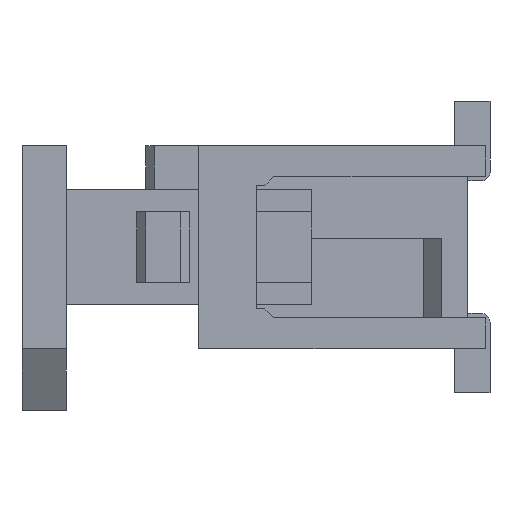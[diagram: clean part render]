
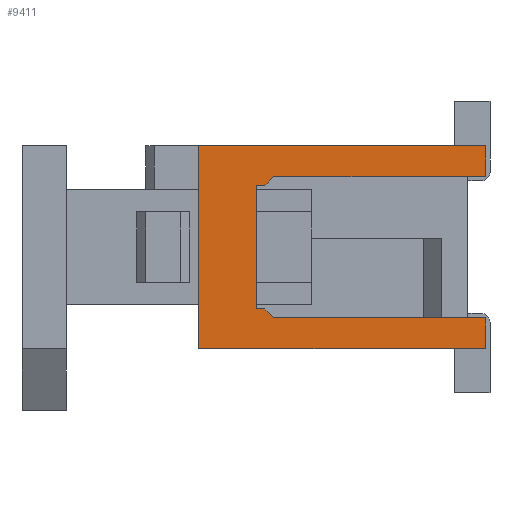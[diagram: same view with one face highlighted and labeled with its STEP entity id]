
A CAD part, left-side view. The second image highlights one B-rep face of the part: STEP entity #9411.
In plain terms, the highlighted planar face has unit normal (-1, 0, 0).
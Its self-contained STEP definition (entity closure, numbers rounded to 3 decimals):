
#1981=DIRECTION('',(0.,0.,-1.));
#1982=VECTOR('',#1981,2.3);
#1983=CARTESIAN_POINT('',(-3.95,3.3,1.15));
#1984=LINE('',#1983,#1982);
#2225=DIRECTION('',(0.,1.,0.));
#2226=VECTOR('',#2225,2.4);
#2227=CARTESIAN_POINT('',(-3.95,0.05,-0.8));
#2228=LINE('',#2227,#2226);
#2298=DIRECTION('',(0.,-1.,0.));
#2299=VECTOR('',#2298,2.4);
#2300=CARTESIAN_POINT('',(-3.95,2.45,0.8));
#2301=LINE('',#2300,#2299);
#2409=DIRECTION('',(0.,0.707,-0.707));
#2410=VECTOR('',#2409,0.141);
#2411=CARTESIAN_POINT('',(-3.95,2.45,0.8));
#2412=LINE('',#2411,#2410);
#2413=DIRECTION('',(0.,1.,0.));
#2414=VECTOR('',#2413,0.1);
#2415=CARTESIAN_POINT('',(-3.95,2.55,0.7));
#2416=LINE('',#2415,#2414);
#2417=DIRECTION('',(0.,0.,-1.));
#2418=VECTOR('',#2417,1.4);
#2419=CARTESIAN_POINT('',(-3.95,2.65,0.7));
#2420=LINE('',#2419,#2418);
#2421=DIRECTION('',(0.,-1.,0.));
#2422=VECTOR('',#2421,0.1);
#2423=CARTESIAN_POINT('',(-3.95,2.65,-0.7));
#2424=LINE('',#2423,#2422);
#2425=DIRECTION('',(0.,-0.707,-0.707));
#2426=VECTOR('',#2425,0.141);
#2427=CARTESIAN_POINT('',(-3.95,2.55,-0.7));
#2428=LINE('',#2427,#2426);
#2429=DIRECTION('',(0.,0.,-1.));
#2430=VECTOR('',#2429,0.35);
#2431=CARTESIAN_POINT('',(-3.95,0.05,-0.8));
#2432=LINE('',#2431,#2430);
#2433=DIRECTION('',(0.,1.,0.));
#2434=VECTOR('',#2433,3.25);
#2435=CARTESIAN_POINT('',(-3.95,0.05,-1.15));
#2436=LINE('',#2435,#2434);
#2437=DIRECTION('',(0.,-1.,0.));
#2438=VECTOR('',#2437,3.25);
#2439=CARTESIAN_POINT('',(-3.95,3.3,1.15));
#2440=LINE('',#2439,#2438);
#2441=DIRECTION('',(0.,0.,-1.));
#2442=VECTOR('',#2441,0.35);
#2443=CARTESIAN_POINT('',(-3.95,0.05,1.15));
#2444=LINE('',#2443,#2442);
#5125=CARTESIAN_POINT('',(-3.95,0.05,-0.8));
#5126=CARTESIAN_POINT('',(-3.95,0.05,-1.15));
#5127=VERTEX_POINT('',#5125);
#5128=VERTEX_POINT('',#5126);
#5129=CARTESIAN_POINT('',(-3.95,3.3,-1.15));
#5130=VERTEX_POINT('',#5129);
#5137=CARTESIAN_POINT('',(-3.95,0.05,1.15));
#5138=CARTESIAN_POINT('',(-3.95,0.05,0.8));
#5139=VERTEX_POINT('',#5137);
#5140=VERTEX_POINT('',#5138);
#5185=CARTESIAN_POINT('',(-3.95,3.3,1.15));
#5186=VERTEX_POINT('',#5185);
#5189=CARTESIAN_POINT('',(-3.95,2.45,0.8));
#5190=CARTESIAN_POINT('',(-3.95,2.55,0.7));
#5191=VERTEX_POINT('',#5189);
#5192=VERTEX_POINT('',#5190);
#5193=CARTESIAN_POINT('',(-3.95,2.65,0.7));
#5194=VERTEX_POINT('',#5193);
#5195=CARTESIAN_POINT('',(-3.95,2.65,-0.7));
#5196=VERTEX_POINT('',#5195);
#5197=CARTESIAN_POINT('',(-3.95,2.55,-0.7));
#5198=VERTEX_POINT('',#5197);
#5199=CARTESIAN_POINT('',(-3.95,2.45,-0.8));
#5200=VERTEX_POINT('',#5199);
#9387=CARTESIAN_POINT('',(-3.95,0.,0.));
#9388=DIRECTION('',(1.,0.,0.));
#9389=DIRECTION('',(0.,0.,-1.));
#9390=AXIS2_PLACEMENT_3D('',#9387,#9388,#9389);
#9391=PLANE('',#9390);
#9392=ORIENTED_EDGE('',*,*,#9201,.F.);
#9394=ORIENTED_EDGE('',*,*,#9393,.T.);
#9396=ORIENTED_EDGE('',*,*,#9395,.T.);
#9398=ORIENTED_EDGE('',*,*,#9397,.T.);
#9400=ORIENTED_EDGE('',*,*,#9399,.T.);
#9402=ORIENTED_EDGE('',*,*,#9401,.T.);
#9403=ORIENTED_EDGE('',*,*,#9128,.F.);
#9404=ORIENTED_EDGE('',*,*,#9367,.T.);
#9405=ORIENTED_EDGE('',*,*,#7838,.T.);
#9406=ORIENTED_EDGE('',*,*,#8741,.F.);
#9407=ORIENTED_EDGE('',*,*,#8569,.T.);
#9408=ORIENTED_EDGE('',*,*,#9240,.T.);
#9409=EDGE_LOOP('',(#9392,#9394,#9396,#9398,#9400,#9402,#9403,#9404,#9405,#9406,
#9407,#9408));
#9410=FACE_OUTER_BOUND('',#9409,.F.);
#9411=ADVANCED_FACE('',(#9410),#9391,.F.);
#7838=EDGE_CURVE('',#5128,#5130,#2436,.T.);
#8569=EDGE_CURVE('',#5186,#5139,#2440,.T.);
#8741=EDGE_CURVE('',#5186,#5130,#1984,.T.);
#9128=EDGE_CURVE('',#5127,#5200,#2228,.T.);
#9201=EDGE_CURVE('',#5191,#5140,#2301,.T.);
#9240=EDGE_CURVE('',#5139,#5140,#2444,.T.);
#9367=EDGE_CURVE('',#5127,#5128,#2432,.T.);
#9393=EDGE_CURVE('',#5191,#5192,#2412,.T.);
#9395=EDGE_CURVE('',#5192,#5194,#2416,.T.);
#9397=EDGE_CURVE('',#5194,#5196,#2420,.T.);
#9399=EDGE_CURVE('',#5196,#5198,#2424,.T.);
#9401=EDGE_CURVE('',#5198,#5200,#2428,.T.);
